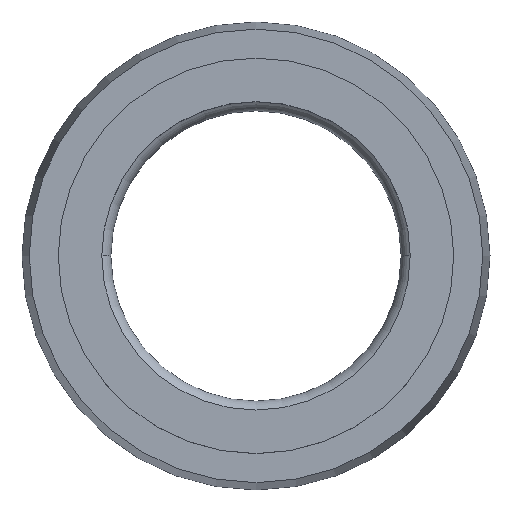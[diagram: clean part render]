
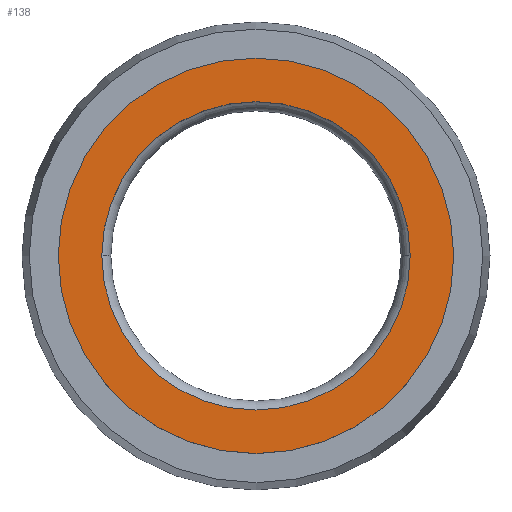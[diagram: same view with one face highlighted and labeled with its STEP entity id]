
A CAD part, top view. The second image highlights one B-rep face of the part: STEP entity #138.
In plain terms, the highlighted planar face has unit normal (0, 0, 1).
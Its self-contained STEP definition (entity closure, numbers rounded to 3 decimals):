
#8 = DIRECTION ( 'NONE',  ( 0., 0., 1. ) ) ;
#24 = AXIS2_PLACEMENT_3D ( 'NONE', #563, #74, #373 ) ;
#51 = CARTESIAN_POINT ( 'NONE',  ( 0., 0., 0. ) ) ;
#74 = DIRECTION ( 'NONE',  ( 0., 0., 1. ) ) ;
#132 = CIRCLE ( 'NONE', #530, 5.45 ) ;
#138 = ADVANCED_FACE ( 'NONE', ( #641, #610 ), #243, .F. ) ;
#148 = CARTESIAN_POINT ( 'NONE',  ( -4.25, 0., 0. ) ) ;
#155 = CARTESIAN_POINT ( 'NONE',  ( -5.45, 0., 0. ) ) ;
#185 = CARTESIAN_POINT ( 'NONE',  ( 0., 0., 0. ) ) ;
#186 = VERTEX_POINT ( 'NONE', #203 ) ;
#192 = ORIENTED_EDGE ( 'NONE', *, *, #633, .F. ) ;
#193 = EDGE_LOOP ( 'NONE', ( #365, #286 ) ) ;
#194 = AXIS2_PLACEMENT_3D ( 'NONE', #271, #8, #321 ) ;
#203 = CARTESIAN_POINT ( 'NONE',  ( 4.25, 0., 0. ) ) ;
#212 = VERTEX_POINT ( 'NONE', #148 ) ;
#216 = AXIS2_PLACEMENT_3D ( 'NONE', #51, #397, #387 ) ;
#223 = CARTESIAN_POINT ( 'NONE',  ( 0., 0., 0. ) ) ;
#243 = PLANE ( 'NONE',  #216 ) ;
#254 = VERTEX_POINT ( 'NONE', #155 ) ;
#271 = CARTESIAN_POINT ( 'NONE',  ( 0., 0., 0. ) ) ;
#286 = ORIENTED_EDGE ( 'NONE', *, *, #331, .T. ) ;
#290 = DIRECTION ( 'NONE',  ( 0., 0., 1. ) ) ;
#312 = VERTEX_POINT ( 'NONE', #645 ) ;
#321 = DIRECTION ( 'NONE',  ( 1., 0., 0. ) ) ;
#331 = EDGE_CURVE ( 'NONE', #254, #312, #542, .T. ) ;
#365 = ORIENTED_EDGE ( 'NONE', *, *, #425, .T. ) ;
#373 = DIRECTION ( 'NONE',  ( 1., 0., 0. ) ) ;
#377 = CIRCLE ( 'NONE', #24, 4.25 ) ;
#387 = DIRECTION ( 'NONE',  ( -1., 0., 0. ) ) ;
#397 = DIRECTION ( 'NONE',  ( 0., 0., -1. ) ) ;
#404 = DIRECTION ( 'NONE',  ( 1., 0., 0. ) ) ;
#425 = EDGE_CURVE ( 'NONE', #312, #254, #132, .T. ) ;
#439 = EDGE_LOOP ( 'NONE', ( #575, #192 ) ) ;
#496 = EDGE_CURVE ( 'NONE', #186, #212, #377, .T. ) ;
#504 = CIRCLE ( 'NONE', #510, 4.25 ) ;
#508 = DIRECTION ( 'NONE',  ( 0., 0., 1. ) ) ;
#510 = AXIS2_PLACEMENT_3D ( 'NONE', #185, #290, #625 ) ;
#530 = AXIS2_PLACEMENT_3D ( 'NONE', #223, #508, #404 ) ;
#542 = CIRCLE ( 'NONE', #194, 5.45 ) ;
#563 = CARTESIAN_POINT ( 'NONE',  ( 0., 0., 0. ) ) ;
#575 = ORIENTED_EDGE ( 'NONE', *, *, #496, .F. ) ;
#610 = FACE_OUTER_BOUND ( 'NONE', #193, .T. ) ;
#625 = DIRECTION ( 'NONE',  ( 1., 0., 0. ) ) ;
#633 = EDGE_CURVE ( 'NONE', #212, #186, #504, .T. ) ;
#641 = FACE_BOUND ( 'NONE', #439, .T. ) ;
#645 = CARTESIAN_POINT ( 'NONE',  ( 5.45, 0., 0. ) ) ;
